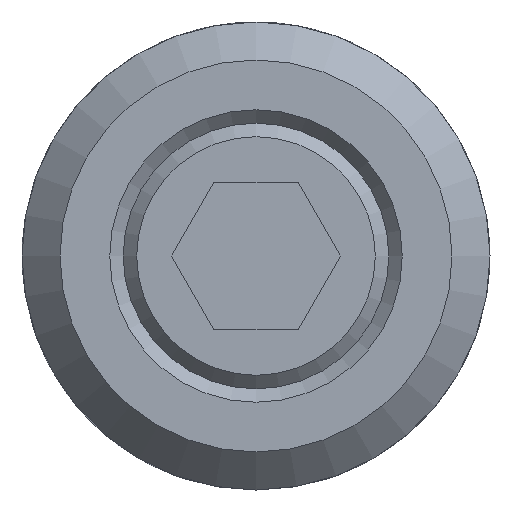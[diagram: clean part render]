
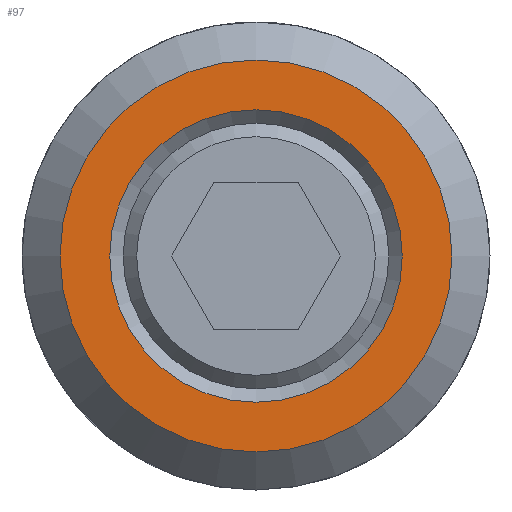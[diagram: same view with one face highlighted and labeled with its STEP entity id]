
A CAD part, left-side view. The second image highlights one B-rep face of the part: STEP entity #97.
In plain terms, the highlighted planar face has unit normal (-1, 0, 0).
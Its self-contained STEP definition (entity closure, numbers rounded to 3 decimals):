
#97 = ADVANCED_FACE( '', ( #205, #206 ), #207, .T. );
#205 = FACE_BOUND( '', #326, .T. );
#206 = FACE_OUTER_BOUND( '', #327, .T. );
#207 = PLANE( '', #328 );
#326 = EDGE_LOOP( '', ( #528 ) );
#327 = EDGE_LOOP( '', ( #529 ) );
#328 = AXIS2_PLACEMENT_3D( '', #530, #531, #532 );
#528 = ORIENTED_EDGE( '', *, *, #704, .T. );
#529 = ORIENTED_EDGE( '', *, *, #697, .F. );
#530 = CARTESIAN_POINT( '', ( 0., 6.7, 0. ) );
#531 = DIRECTION( '', ( -1., 0., 0. ) );
#532 = DIRECTION( '', ( 0., 0., 1. ) );
#697 = EDGE_CURVE( '', #829, #829, #830, .T. );
#704 = EDGE_CURVE( '', #840, #840, #841, .T. );
#829 = VERTEX_POINT( '', #1010 );
#830 = CIRCLE( '', #1011, 6.7 );
#840 = VERTEX_POINT( '', #1022 );
#841 = CIRCLE( '', #1023, 5. );
#1010 = CARTESIAN_POINT( '', ( 0., 0., -6.7 ) );
#1011 = AXIS2_PLACEMENT_3D( '', #1124, #1125, #1126 );
#1022 = CARTESIAN_POINT( '', ( 0., 0., -5. ) );
#1023 = AXIS2_PLACEMENT_3D( '', #1137, #1138, #1139 );
#1124 = CARTESIAN_POINT( '', ( 0., 0., 0. ) );
#1125 = DIRECTION( '', ( 1., 0., 0. ) );
#1126 = DIRECTION( '', ( 0., 0., -1. ) );
#1137 = CARTESIAN_POINT( '', ( 0., 0., 0. ) );
#1138 = DIRECTION( '', ( 1., 0., 0. ) );
#1139 = DIRECTION( '', ( 0., 0., -1. ) );
